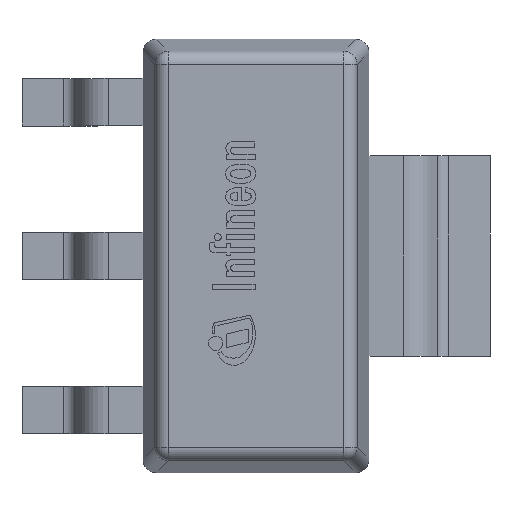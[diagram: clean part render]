
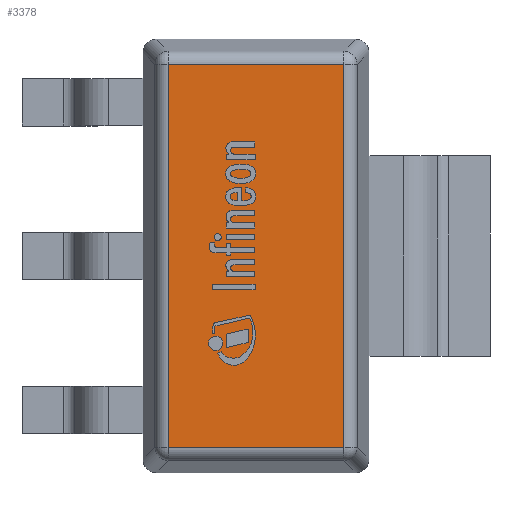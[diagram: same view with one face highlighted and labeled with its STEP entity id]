
A CAD part, top view. The second image highlights one B-rep face of the part: STEP entity #3378.
In plain terms, the highlighted planar face has unit normal (0, 0, 1).
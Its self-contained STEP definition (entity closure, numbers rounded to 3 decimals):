
#249=FACE_OUTER_BOUND('',#460,.T.);
#460=EDGE_LOOP('',(#2260,#2261,#2262,#2263));
#692=LINE('',#4844,#1068);
#693=LINE('',#4846,#1069);
#694=LINE('',#4848,#1070);
#695=LINE('',#4849,#1071);
#1068=VECTOR('',#3906,1000.);
#1069=VECTOR('',#3907,1000.);
#1070=VECTOR('',#3908,1000.);
#1071=VECTOR('',#3909,1000.);
#1444=VERTEX_POINT('',#4842);
#1445=VERTEX_POINT('',#4843);
#1446=VERTEX_POINT('',#4845);
#1447=VERTEX_POINT('',#4847);
#1767=EDGE_CURVE('',#1444,#1445,#692,.T.);
#1768=EDGE_CURVE('',#1445,#1446,#693,.T.);
#1769=EDGE_CURVE('',#1446,#1447,#694,.T.);
#1770=EDGE_CURVE('',#1447,#1444,#695,.T.);
#2260=ORIENTED_EDGE('',*,*,#1767,.T.);
#2261=ORIENTED_EDGE('',*,*,#1768,.T.);
#2262=ORIENTED_EDGE('',*,*,#1769,.T.);
#2263=ORIENTED_EDGE('',*,*,#1770,.T.);
#3234=PLANE('',#3608);
#3378=ADVANCED_FACE('',(#249),#3234,.T.);
#3608=AXIS2_PLACEMENT_3D('',#4841,#3904,#3905);
#3904=DIRECTION('center_axis',(0.,0.,1.));
#3905=DIRECTION('ref_axis',(0.,-1.,0.));
#3906=DIRECTION('',(1.,0.,0.));
#3907=DIRECTION('',(0.,1.,0.));
#3908=DIRECTION('',(-1.,0.,0.));
#3909=DIRECTION('',(0.,-1.,0.));
#4841=CARTESIAN_POINT('Origin',(0.,0.,1.8));
#4842=CARTESIAN_POINT('',(-1.315,-2.865,1.8));
#4843=CARTESIAN_POINT('',(1.315,-2.865,1.8));
#4844=CARTESIAN_POINT('',(1.477,-2.865,1.8));
#4845=CARTESIAN_POINT('',(1.315,2.865,1.8));
#4846=CARTESIAN_POINT('',(1.315,3.027,1.8));
#4847=CARTESIAN_POINT('',(-1.315,2.865,1.8));
#4848=CARTESIAN_POINT('',(-1.477,2.865,1.8));
#4849=CARTESIAN_POINT('',(-1.315,-3.027,1.8));
